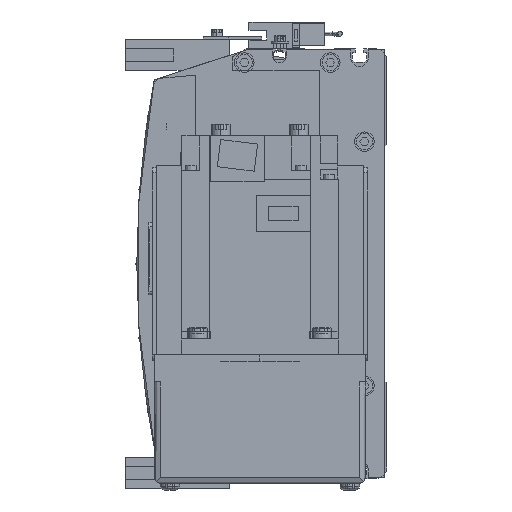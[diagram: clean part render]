
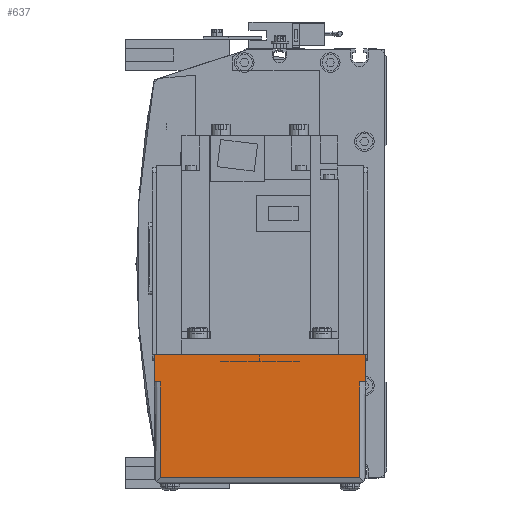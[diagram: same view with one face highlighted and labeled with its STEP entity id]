
A CAD part, left-side view. The second image highlights one B-rep face of the part: STEP entity #637.
In plain terms, the highlighted planar face has unit normal (-1, 0, 0).
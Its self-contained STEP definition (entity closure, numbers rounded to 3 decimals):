
#637 = ADVANCED_FACE ( 'NONE', ( #35109 ), #31274, .T. ) ;
#742 = VERTEX_POINT ( 'NONE', #24522 ) ;
#1073 = EDGE_LOOP ( 'NONE', ( #7382, #34868, #11907, #24735, #28347, #17820, #34998, #14485 ) ) ;
#1746 = VERTEX_POINT ( 'NONE', #29405 ) ;
#1857 = DIRECTION ( 'NONE',  ( 0., 0., 1. ) ) ;
#1950 = VERTEX_POINT ( 'NONE', #38361 ) ;
#2380 = VECTOR ( 'NONE', #14159, 1000. ) ;
#2411 = CARTESIAN_POINT ( 'NONE',  ( -216.5, 116., -109.5 ) ) ;
#2544 = LINE ( 'NONE', #22788, #37913 ) ;
#5717 = CARTESIAN_POINT ( 'NONE',  ( -216.5, 11., -60.5 ) ) ;
#5952 = CARTESIAN_POINT ( 'NONE',  ( -216.5, 14., -112.5 ) ) ;
#5997 = CARTESIAN_POINT ( 'NONE',  ( -216.5, 11., -46.5 ) ) ;
#7091 = CARTESIAN_POINT ( 'NONE',  ( -216.5, 119., -60.5 ) ) ;
#7382 = ORIENTED_EDGE ( 'NONE', *, *, #24222, .T. ) ;
#7610 = LINE ( 'NONE', #11448, #16616 ) ;
#11448 = CARTESIAN_POINT ( 'NONE',  ( -216.5, 119., -60.5 ) ) ;
#11717 = DIRECTION ( 'NONE',  ( 0., 0., 1. ) ) ;
#11907 = ORIENTED_EDGE ( 'NONE', *, *, #31317, .T. ) ;
#11958 = VERTEX_POINT ( 'NONE', #2411 ) ;
#13916 = CARTESIAN_POINT ( 'NONE',  ( -216.5, 116., -112.5 ) ) ;
#14159 = DIRECTION ( 'NONE',  ( 0., -1., 0. ) ) ;
#14485 = ORIENTED_EDGE ( 'NONE', *, *, #47521, .F. ) ;
#14509 = VECTOR ( 'NONE', #36000, 1000. ) ;
#14525 = CARTESIAN_POINT ( 'NONE',  ( -216.5, 119., -60.5 ) ) ;
#14858 = DIRECTION ( 'NONE',  ( 0., -1., 0. ) ) ;
#16616 = VECTOR ( 'NONE', #23238, 1000. ) ;
#17820 = ORIENTED_EDGE ( 'NONE', *, *, #37829, .F. ) ;
#20013 = CARTESIAN_POINT ( 'NONE',  ( -216.5, 150., -109.5 ) ) ;
#20678 = VERTEX_POINT ( 'NONE', #49245 ) ;
#21067 = LINE ( 'NONE', #37540, #2380 ) ;
#21954 = LINE ( 'NONE', #14525, #29740 ) ;
#22330 = LINE ( 'NONE', #5952, #45229 ) ;
#22415 = LINE ( 'NONE', #20013, #14509 ) ;
#22773 = EDGE_CURVE ( 'NONE', #33354, #40844, #29337, .T. ) ;
#22788 = CARTESIAN_POINT ( 'NONE',  ( -216.5, 119., -60.5 ) ) ;
#23109 = DIRECTION ( 'NONE',  ( 0., 0., 1. ) ) ;
#23238 = DIRECTION ( 'NONE',  ( 0., 0., 1. ) ) ;
#24214 = VECTOR ( 'NONE', #41168, 1000. ) ;
#24222 = EDGE_CURVE ( 'NONE', #11958, #43610, #22415, .T. ) ;
#24522 = CARTESIAN_POINT ( 'NONE',  ( -216.5, 116., -60.5 ) ) ;
#24735 = ORIENTED_EDGE ( 'NONE', *, *, #22773, .T. ) ;
#28347 = ORIENTED_EDGE ( 'NONE', *, *, #33319, .F. ) ;
#28929 = EDGE_CURVE ( 'NONE', #43610, #20678, #22330, .T. ) ;
#29337 = LINE ( 'NONE', #5717, #24214 ) ;
#29405 = CARTESIAN_POINT ( 'NONE',  ( -216.5, 119., -60.5 ) ) ;
#29740 = VECTOR ( 'NONE', #50020, 1000. ) ;
#31274 = PLANE ( 'NONE',  #42482 ) ;
#31317 = EDGE_CURVE ( 'NONE', #20678, #33354, #2544, .T. ) ;
#31713 = EDGE_CURVE ( 'NONE', #1746, #742, #21954, .T. ) ;
#32978 = LINE ( 'NONE', #13916, #47507 ) ;
#33319 = EDGE_CURVE ( 'NONE', #1950, #40844, #21067, .T. ) ;
#33354 = VERTEX_POINT ( 'NONE', #48839 ) ;
#34612 = DIRECTION ( 'NONE',  ( -1., 0., 0. ) ) ;
#34868 = ORIENTED_EDGE ( 'NONE', *, *, #28929, .T. ) ;
#34998 = ORIENTED_EDGE ( 'NONE', *, *, #31713, .T. ) ;
#35109 = FACE_OUTER_BOUND ( 'NONE', #1073, .T. ) ;
#36000 = DIRECTION ( 'NONE',  ( 0., -1., 0. ) ) ;
#37540 = CARTESIAN_POINT ( 'NONE',  ( -216.5, 119., -46.5 ) ) ;
#37829 = EDGE_CURVE ( 'NONE', #1746, #1950, #7610, .T. ) ;
#37913 = VECTOR ( 'NONE', #14858, 1000. ) ;
#38361 = CARTESIAN_POINT ( 'NONE',  ( -216.5, 119., -46.5 ) ) ;
#38605 = CARTESIAN_POINT ( 'NONE',  ( -216.5, 14., -109.5 ) ) ;
#40844 = VERTEX_POINT ( 'NONE', #5997 ) ;
#41168 = DIRECTION ( 'NONE',  ( 0., 0., 1. ) ) ;
#42482 = AXIS2_PLACEMENT_3D ( 'NONE', #7091, #34612, #11717 ) ;
#43610 = VERTEX_POINT ( 'NONE', #38605 ) ;
#45229 = VECTOR ( 'NONE', #23109, 1000. ) ;
#47507 = VECTOR ( 'NONE', #1857, 1000. ) ;
#47521 = EDGE_CURVE ( 'NONE', #11958, #742, #32978, .T. ) ;
#48839 = CARTESIAN_POINT ( 'NONE',  ( -216.5, 11., -60.5 ) ) ;
#49245 = CARTESIAN_POINT ( 'NONE',  ( -216.5, 14., -60.5 ) ) ;
#50020 = DIRECTION ( 'NONE',  ( 0., -1., 0. ) ) ;
